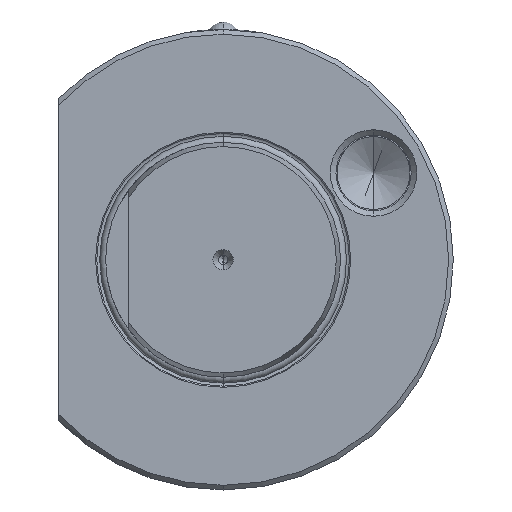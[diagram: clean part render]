
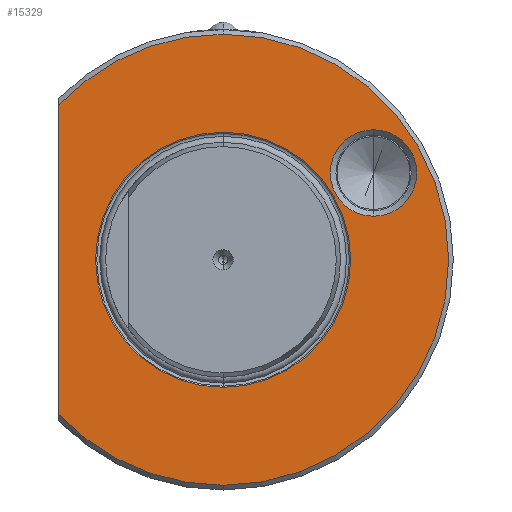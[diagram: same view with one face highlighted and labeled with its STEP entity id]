
A CAD part, left-side view. The second image highlights one B-rep face of the part: STEP entity #15329.
In plain terms, the highlighted planar face has unit normal (-1, 0, 0).
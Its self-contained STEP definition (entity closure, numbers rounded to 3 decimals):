
#6639 = AXIS2_PLACEMENT_3D ( 'NONE', #14461, #14489, #14462 ) ;
#6646 = AXIS2_PLACEMENT_3D ( 'NONE', #14888, #14919, #14891 ) ;
#6668 = AXIS2_PLACEMENT_3D ( 'NONE', #65110, #65048, #65114 ) ;
#6752 = AXIS2_PLACEMENT_3D ( 'NONE', #42161, #42140, #42135 ) ;
#6764 = AXIS2_PLACEMENT_3D ( 'NONE', #72329, #72318, #72323 ) ;
#6776 = AXIS2_PLACEMENT_3D ( 'NONE', #72333, #72334, #72335 ) ;
#6788 = AXIS2_PLACEMENT_3D ( 'NONE', #72601, #72569, #72575 ) ;
#9792 = CIRCLE ( 'NONE', #6752, 9.2 ) ;
#9870 = CIRCLE ( 'NONE', #6764, 27.15 ) ;
#9890 = LINE ( 'NONE', #72331, #9910 ) ;
#9910 = VECTOR ( 'NONE', #72341, 1000. ) ;
#10025 = CIRCLE ( 'NONE', #6776, 48. ) ;
#10067 = CIRCLE ( 'NONE', #6788, 9.2 ) ;
#11227 = FACE_BOUND ( 'NONE', #55694, .T. ) ;
#11322 = FACE_BOUND ( 'NONE', #55734, .T. ) ;
#11461 = FACE_OUTER_BOUND ( 'NONE', #55806, .T. ) ;
#14461 = CARTESIAN_POINT ( 'NONE',  ( 2., 0., 0. ) ) ;
#14462 = DIRECTION ( 'NONE',  ( 0., 0., -1. ) ) ;
#14489 = DIRECTION ( 'NONE',  ( 1., 0., 0. ) ) ;
#14888 = CARTESIAN_POINT ( 'NONE',  ( 2., 0., 0. ) ) ;
#14891 = DIRECTION ( 'NONE',  ( 0., 0., -1. ) ) ;
#14919 = DIRECTION ( 'NONE',  ( 1., 0., 0. ) ) ;
#15329 = ADVANCED_FACE ( 'NONE', ( #11322, #11227, #11461 ), #65075, .F. ) ;
#16801 = EDGE_CURVE ( 'NONE', #52946, #52927, #9792, .T. ) ;
#17156 = EDGE_CURVE ( 'NONE', #52922, #55367, #9870, .T. ) ;
#17165 = EDGE_CURVE ( 'NONE', #53067, #55353, #9890, .T. ) ;
#17174 = EDGE_CURVE ( 'NONE', #55407, #53067, #10025, .T. ) ;
#17229 = EDGE_CURVE ( 'NONE', #52927, #52946, #10067, .T. ) ;
#21335 = EDGE_CURVE ( 'NONE', #55367, #52922, #67138, .T. ) ;
#21499 = EDGE_CURVE ( 'NONE', #55425, #55407, #67149, .T. ) ;
#21744 = EDGE_CURVE ( 'NONE', #55353, #55425, #67267, .T. ) ;
#28229 = CARTESIAN_POINT ( 'NONE',  ( 2., 35., 32.848 ) ) ;
#28253 = CARTESIAN_POINT ( 'NONE',  ( 2., 0., 27.15 ) ) ;
#28385 = CARTESIAN_POINT ( 'NONE',  ( 2., 0., -48. ) ) ;
#28411 = CARTESIAN_POINT ( 'NONE',  ( 2., 0., 48. ) ) ;
#33053 = ORIENTED_EDGE ( 'NONE', *, *, #17156, .T. ) ;
#33059 = ORIENTED_EDGE ( 'NONE', *, *, #16801, .T. ) ;
#33064 = ORIENTED_EDGE ( 'NONE', *, *, #17165, .F. ) ;
#33070 = ORIENTED_EDGE ( 'NONE', *, *, #17229, .T. ) ;
#33079 = ORIENTED_EDGE ( 'NONE', *, *, #21335, .T. ) ;
#33645 = AXIS2_PLACEMENT_3D ( 'NONE', #34273, #34294, #34342 ) ;
#34273 = CARTESIAN_POINT ( 'NONE',  ( 2., 0., 0. ) ) ;
#34294 = DIRECTION ( 'NONE',  ( 1., 0., 0. ) ) ;
#34342 = DIRECTION ( 'NONE',  ( 0., 0., -1. ) ) ;
#42135 = DIRECTION ( 'NONE',  ( 0., 0., -1. ) ) ;
#42140 = DIRECTION ( 'NONE',  ( 1., 0., 0. ) ) ;
#42161 = CARTESIAN_POINT ( 'NONE',  ( 2., -32.01, 18.46 ) ) ;
#52922 = VERTEX_POINT ( 'NONE', #58137 ) ;
#52927 = VERTEX_POINT ( 'NONE', #58211 ) ;
#52946 = VERTEX_POINT ( 'NONE', #58159 ) ;
#53067 = VERTEX_POINT ( 'NONE', #56097 ) ;
#55353 = VERTEX_POINT ( 'NONE', #28229 ) ;
#55367 = VERTEX_POINT ( 'NONE', #28253 ) ;
#55407 = VERTEX_POINT ( 'NONE', #28385 ) ;
#55425 = VERTEX_POINT ( 'NONE', #28411 ) ;
#55694 = EDGE_LOOP ( 'NONE', ( #33059, #33070 ) ) ;
#55734 = EDGE_LOOP ( 'NONE', ( #33079, #33053 ) ) ;
#55806 = EDGE_LOOP ( 'NONE', ( #33064, #60796, #60757, #60766 ) ) ;
#56097 = CARTESIAN_POINT ( 'NONE',  ( 2., 35., -32.848 ) ) ;
#58137 = CARTESIAN_POINT ( 'NONE',  ( 2., 0., -27.15 ) ) ;
#58159 = CARTESIAN_POINT ( 'NONE',  ( 2., -32.01, 27.66 ) ) ;
#58211 = CARTESIAN_POINT ( 'NONE',  ( 2., -32.01, 9.26 ) ) ;
#60757 = ORIENTED_EDGE ( 'NONE', *, *, #21499, .F. ) ;
#60766 = ORIENTED_EDGE ( 'NONE', *, *, #21744, .F. ) ;
#60796 = ORIENTED_EDGE ( 'NONE', *, *, #17174, .F. ) ;
#65048 = DIRECTION ( 'NONE',  ( 1., 0., 0. ) ) ;
#65075 = PLANE ( 'NONE',  #6668 ) ;
#65110 = CARTESIAN_POINT ( 'NONE',  ( 2., 25., 0. ) ) ;
#65114 = DIRECTION ( 'NONE',  ( 0., 0., -1. ) ) ;
#67138 = CIRCLE ( 'NONE', #6639, 27.15 ) ;
#67149 = CIRCLE ( 'NONE', #6646, 48. ) ;
#67267 = CIRCLE ( 'NONE', #33645, 48. ) ;
#72318 = DIRECTION ( 'NONE',  ( 1., 0., 0. ) ) ;
#72323 = DIRECTION ( 'NONE',  ( 0., 0., -1. ) ) ;
#72329 = CARTESIAN_POINT ( 'NONE',  ( 2., 0., 0. ) ) ;
#72331 = CARTESIAN_POINT ( 'NONE',  ( 2., 35., 0. ) ) ;
#72333 = CARTESIAN_POINT ( 'NONE',  ( 2., 0., 0. ) ) ;
#72334 = DIRECTION ( 'NONE',  ( 1., 0., 0. ) ) ;
#72335 = DIRECTION ( 'NONE',  ( 0., 0., -1. ) ) ;
#72341 = DIRECTION ( 'NONE',  ( 0., 0., 1. ) ) ;
#72569 = DIRECTION ( 'NONE',  ( 1., 0., 0. ) ) ;
#72575 = DIRECTION ( 'NONE',  ( 0., 0., -1. ) ) ;
#72601 = CARTESIAN_POINT ( 'NONE',  ( 2., -32.01, 18.46 ) ) ;
